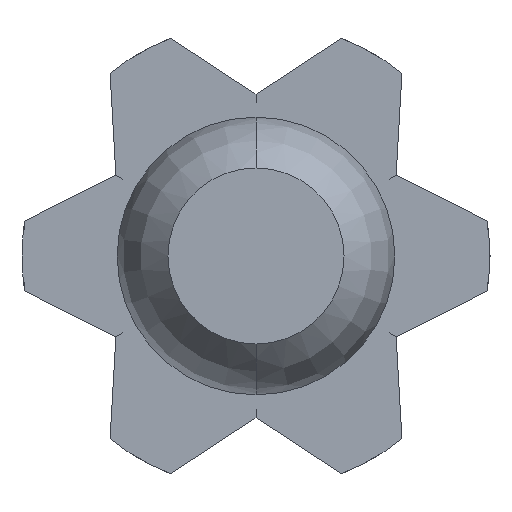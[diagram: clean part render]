
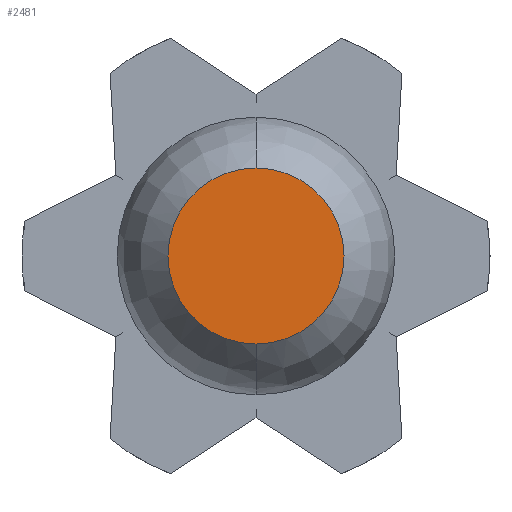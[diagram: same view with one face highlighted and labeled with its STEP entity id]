
A CAD part, front view. The second image highlights one B-rep face of the part: STEP entity #2481.
In plain terms, the highlighted planar face has unit normal (0, -1, 0).
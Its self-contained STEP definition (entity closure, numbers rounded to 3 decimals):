
#297 = ORIENTED_EDGE ( 'NONE', *, *, #3669, .F. ) ;
#376 = VERTEX_POINT ( 'NONE', #1374 ) ;
#607 = CIRCLE ( 'NONE', #3592, 0.745 ) ;
#873 = DIRECTION ( 'NONE',  ( 0., 1., 0. ) ) ;
#900 = DIRECTION ( 'NONE',  ( 0., 0., 1. ) ) ;
#1152 = AXIS2_PLACEMENT_3D ( 'NONE', #2153, #2475, #1192 ) ;
#1154 = EDGE_LOOP ( 'NONE', ( #2763, #297 ) ) ;
#1192 = DIRECTION ( 'NONE',  ( 0., 0., 1. ) ) ;
#1229 = FACE_OUTER_BOUND ( 'NONE', #1154, .T. ) ;
#1374 = CARTESIAN_POINT ( 'NONE',  ( 0., -24.66, -0.745 ) ) ;
#1634 = DIRECTION ( 'NONE',  ( 0., 1., 0. ) ) ;
#1690 = EDGE_CURVE ( 'Defeature ausgef�hrt1_0+Defeature ausgef�hrt1_4+Defeature ausgef�hrt1_4+Defeature ausgef�hrt1_4', #376, #1832, #3907, .T. ) ;
#1832 = VERTEX_POINT ( 'NONE', #3873 ) ;
#2153 = CARTESIAN_POINT ( 'NONE',  ( 0., -24.66, 0. ) ) ;
#2226 = CARTESIAN_POINT ( 'NONE',  ( 0., -24.66, 0. ) ) ;
#2475 = DIRECTION ( 'NONE',  ( 0., 1., 0. ) ) ;
#2481 = ADVANCED_FACE ( 'Defeature ausgef�hrt1_4', ( #1229 ), #3561, .F. ) ;
#2763 = ORIENTED_EDGE ( 'NONE', *, *, #1690, .F. ) ;
#3252 = AXIS2_PLACEMENT_3D ( 'NONE', #3589, #1634, #3937 ) ;
#3561 = PLANE ( 'NONE',  #3252 ) ;
#3589 = CARTESIAN_POINT ( 'NONE',  ( 0., -24.66, 0. ) ) ;
#3592 = AXIS2_PLACEMENT_3D ( 'NONE', #2226, #873, #900 ) ;
#3669 = EDGE_CURVE ( 'Defeature ausgef�hrt1_0+Defeature ausgef�hrt1_4+Defeature ausgef�hrt1_4+Defeature ausgef�hrt1_4', #1832, #376, #607, .T. ) ;
#3873 = CARTESIAN_POINT ( 'NONE',  ( 0., -24.66, 0.745 ) ) ;
#3907 = CIRCLE ( 'NONE', #1152, 0.745 ) ;
#3937 = DIRECTION ( 'NONE',  ( 0., 0., 1. ) ) ;
